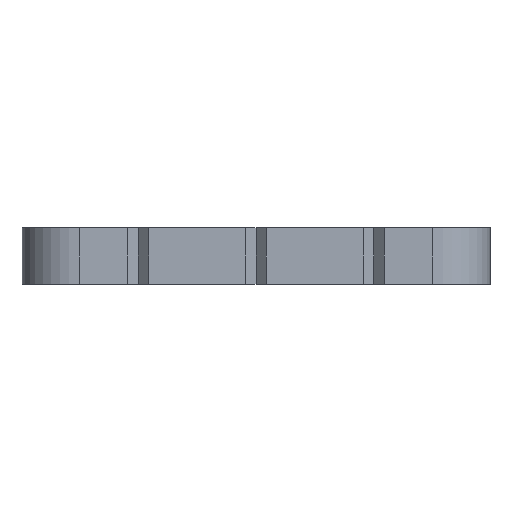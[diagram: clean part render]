
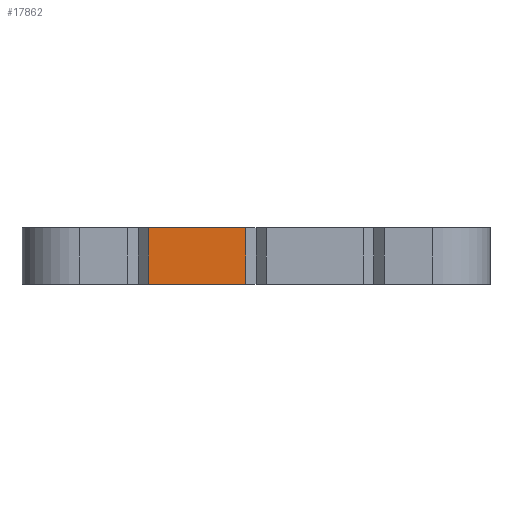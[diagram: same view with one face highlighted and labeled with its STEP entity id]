
A CAD part, left-side view. The second image highlights one B-rep face of the part: STEP entity #17862.
In plain terms, the highlighted planar face has unit normal (-1, 0, 0).
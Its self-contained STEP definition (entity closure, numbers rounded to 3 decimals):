
#731 = LINE ( 'NONE', #13713, #5501 ) ;
#792 = ORIENTED_EDGE ( 'NONE', *, *, #6470, .T. ) ;
#1364 = DIRECTION ( 'NONE',  ( 0., 0., 1. ) ) ;
#2271 = ORIENTED_EDGE ( 'NONE', *, *, #9660, .F. ) ;
#2813 = CARTESIAN_POINT ( 'NONE',  ( -25.25, 1.131, -3.05 ) ) ;
#5501 = VECTOR ( 'NONE', #25444, 1000. ) ;
#6470 = EDGE_CURVE ( 'NONE', #20658, #22749, #24675, .T. ) ;
#8052 = EDGE_CURVE ( 'NONE', #22627, #22749, #28291, .T. ) ;
#8894 = CARTESIAN_POINT ( 'NONE',  ( -25.25, 1.131, 3.05 ) ) ;
#9351 = VECTOR ( 'NONE', #20751, 1000. ) ;
#9660 = EDGE_CURVE ( 'NONE', #24053, #22627, #17813, .T. ) ;
#9738 = EDGE_LOOP ( 'NONE', ( #792, #20313, #2271, #28178 ) ) ;
#10697 = PLANE ( 'NONE',  #27451 ) ;
#12998 = CARTESIAN_POINT ( 'NONE',  ( -25.25, 19.05, -74.468 ) ) ;
#13713 = CARTESIAN_POINT ( 'NONE',  ( -25.25, 19.05, -3.05 ) ) ;
#15248 = DIRECTION ( 'NONE',  ( 0., 0., 1. ) ) ;
#15446 = DIRECTION ( 'NONE',  ( -1., 0., 0. ) ) ;
#16014 = CARTESIAN_POINT ( 'NONE',  ( -25.25, 1.131, -5.58 ) ) ;
#17813 = LINE ( 'NONE', #29519, #23448 ) ;
#17862 = ADVANCED_FACE ( 'NONE', ( #25185 ), #10697, .T. ) ;
#18749 = EDGE_CURVE ( 'NONE', #20658, #24053, #731, .T. ) ;
#20313 = ORIENTED_EDGE ( 'NONE', *, *, #8052, .F. ) ;
#20658 = VERTEX_POINT ( 'NONE', #2813 ) ;
#20751 = DIRECTION ( 'NONE',  ( 0., -1., 0. ) ) ;
#22627 = VERTEX_POINT ( 'NONE', #22701 ) ;
#22701 = CARTESIAN_POINT ( 'NONE',  ( -25.25, 11.568, 3.05 ) ) ;
#22749 = VERTEX_POINT ( 'NONE', #8894 ) ;
#23448 = VECTOR ( 'NONE', #15248, 1000. ) ;
#24053 = VERTEX_POINT ( 'NONE', #27443 ) ;
#24675 = LINE ( 'NONE', #16014, #30244 ) ;
#25185 = FACE_OUTER_BOUND ( 'NONE', #9738, .T. ) ;
#25444 = DIRECTION ( 'NONE',  ( 0., 1., 0. ) ) ;
#25603 = DIRECTION ( 'NONE',  ( 0., 0., 1. ) ) ;
#27443 = CARTESIAN_POINT ( 'NONE',  ( -25.25, 11.568, -3.05 ) ) ;
#27451 = AXIS2_PLACEMENT_3D ( 'NONE', #12998, #15446, #1364 ) ;
#27834 = CARTESIAN_POINT ( 'NONE',  ( -25.25, 19.05, 3.05 ) ) ;
#28178 = ORIENTED_EDGE ( 'NONE', *, *, #18749, .F. ) ;
#28291 = LINE ( 'NONE', #27834, #9351 ) ;
#29519 = CARTESIAN_POINT ( 'NONE',  ( -25.25, 11.568, -5.58 ) ) ;
#30244 = VECTOR ( 'NONE', #25603, 1000. ) ;
